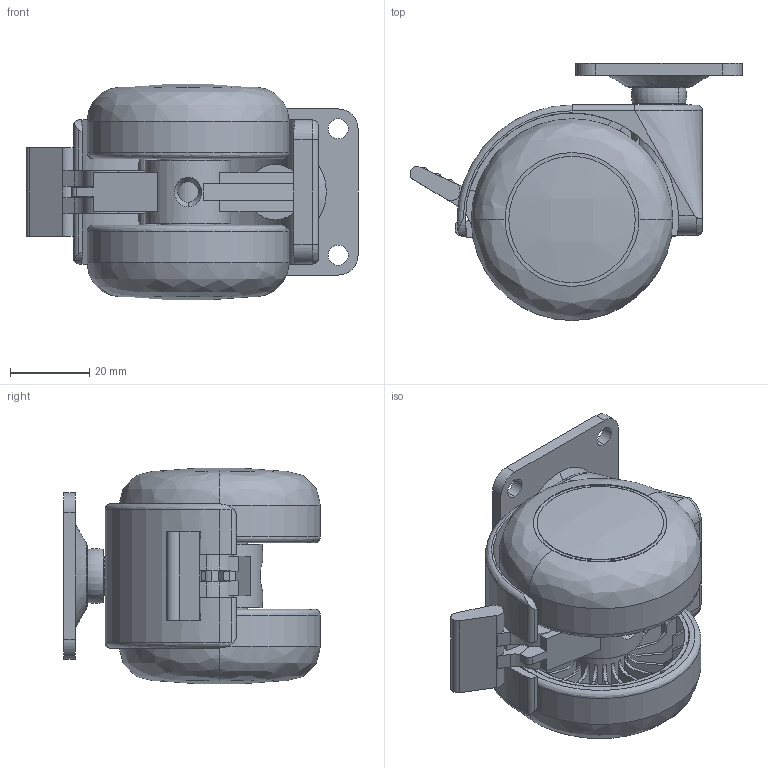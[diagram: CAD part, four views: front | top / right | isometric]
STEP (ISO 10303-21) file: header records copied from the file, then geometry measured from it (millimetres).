
FILE_DESCRIPTION (( 'STEP AP214' ), '1' );
FILE_NAME ('F003504_3D.step', '2022-11-21T18:19:45', ( '' ), ( '' ), 'SwSTEP 2.0', 'SolidWorks 2020', '' );
FILE_SCHEMA (( 'AUTOMOTIVE_DESIGN' ));
Length unit declared in the file: millimetre
Products named in the file (3): F003504_kolo; F003504_3D; P41-42x42 - 10
Assembly tree (2 placements, depth 2):
  F003504_3D
    F003504_kolo
    P41-42x42 - 10
Bounding box: 83.99 x 65 x 54.55 mm (x, y, z)
Volume: 55282.1 mm3; surface area: 63196 mm2
Topology: 5 solids, 8 shells, 808 faces, 2292 edges, 1511 vertices
Faces by surface type: plane 336, cylinder 228, bspline 136, cone 106, torus 2
Entity records: 40385 total; most frequent: CARTESIAN_POINT 11137, ORIENTED_EDGE 4560, DIRECTION 3976, EDGE_CURVE 2284, VERTEX_POINT 1511, AXIS2_PLACEMENT_3D 1510, LINE 956, VECTOR 956
